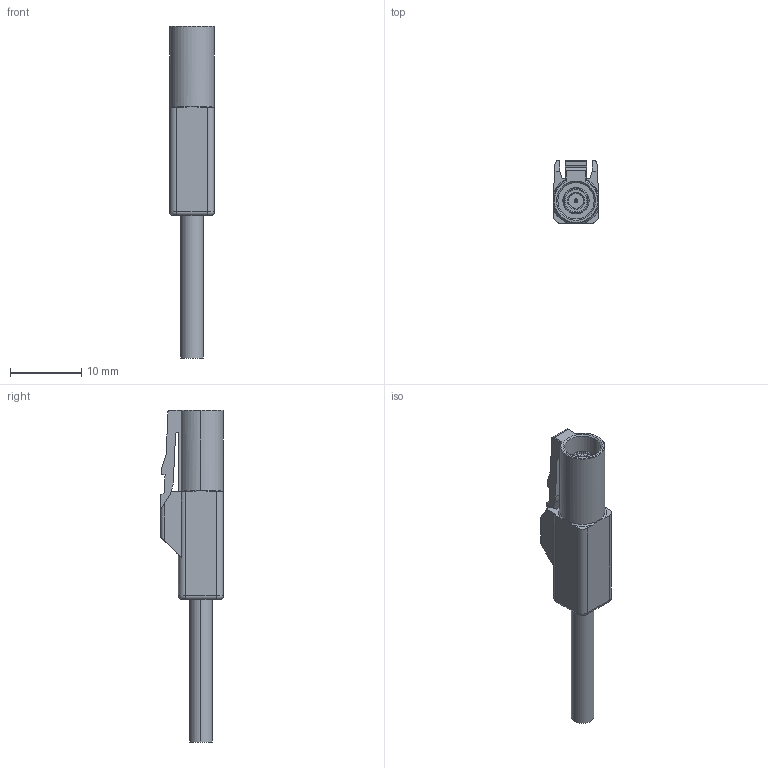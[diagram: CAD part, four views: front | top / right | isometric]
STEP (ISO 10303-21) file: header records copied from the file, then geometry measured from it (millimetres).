
FILE_DESCRIPTION (( 'STEP AP214' ), '1' );
FILE_NAME ('HPC1152 3D.STEP', '2024-01-25T01:30:34', ( '' ), ( '' ), 'SwSTEP 2.0', 'SolidWorks 2022', '' );
FILE_SCHEMA (( 'AUTOMOTIVE_DESIGN' ));
Length unit declared in the file: millimetre
Products named in the file (1): HPC1152 3D
Bounding box: 6.3 x 8.8 x 46.6 mm (x, y, z)
Volume: 1084.5 mm3; surface area: 1252.8 mm2
Topology: 1 solids, 1 shells, 191 faces, 483 edges, 311 vertices
Faces by surface type: plane 109, cylinder 60, cone 17, torus 4, bspline 1
Entity records: 5769 total; most frequent: CARTESIAN_POINT 1077, DIRECTION 975, ORIENTED_EDGE 966, EDGE_CURVE 483, AXIS2_PLACEMENT_3D 329, VECTOR 317, LINE 317, VERTEX_POINT 311
